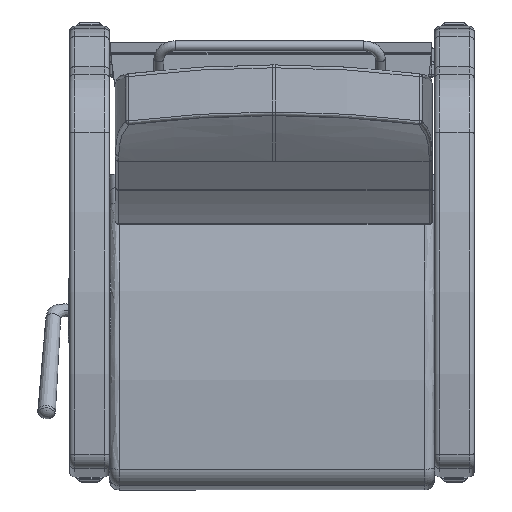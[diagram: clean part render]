
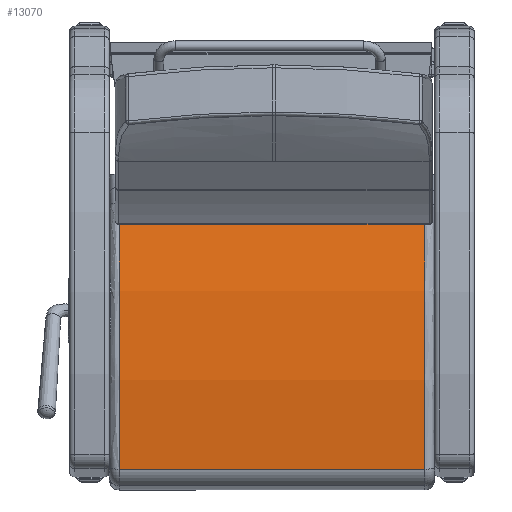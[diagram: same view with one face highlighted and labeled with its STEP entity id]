
A CAD part, front view. The second image highlights one B-rep face of the part: STEP entity #13070.
In plain terms, the highlighted free-form (B-spline) face has degree [1, 2] with [2, 3] control points.
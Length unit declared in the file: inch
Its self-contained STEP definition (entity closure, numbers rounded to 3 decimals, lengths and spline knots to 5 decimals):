
#406=(
BOUNDED_SURFACE()
B_SPLINE_SURFACE(1,2,((#33248,#33249,#33250),(#33251,#33252,#33253)),
 .UNSPECIFIED.,.F.,.F.,.F.)
B_SPLINE_SURFACE_WITH_KNOTS((2,2),(3,3),(-0.19254,0.19254),
(1.36178,1.69928),.UNSPECIFIED.)
GEOMETRIC_REPRESENTATION_ITEM()
RATIONAL_B_SPLINE_SURFACE(((1.,0.986,1.),(1.,0.986,
1.)))
REPRESENTATION_ITEM('')
SURFACE()
);
#848=ELLIPSE('',#14348,60.05357,60.);
#858=ELLIPSE('',#14376,60.05357,60.);
#1501=LINE('',#33246,#2352);
#1502=LINE('',#33255,#2353);
#2352=VECTOR('',#16648,0.3937);
#2353=VECTOR('',#16651,0.3937);
#3238=FACE_OUTER_BOUND('',#4119,.T.);
#4119=EDGE_LOOP('',(#9777,#9778,#9779,#9780));
#6131=VERTEX_POINT('',#33038);
#6132=VERTEX_POINT('',#33039);
#6157=VERTEX_POINT('',#33245);
#6158=VERTEX_POINT('',#33254);
#7467=EDGE_CURVE('',#6131,#6132,#848,.T.);
#7505=EDGE_CURVE('',#6132,#6157,#1501,.T.);
#7507=EDGE_CURVE('',#6131,#6158,#1502,.T.);
#7508=EDGE_CURVE('',#6157,#6158,#858,.T.);
#9777=ORIENTED_EDGE('',*,*,#7467,.F.);
#9778=ORIENTED_EDGE('',*,*,#7507,.T.);
#9779=ORIENTED_EDGE('',*,*,#7508,.F.);
#9780=ORIENTED_EDGE('',*,*,#7505,.F.);
#13070=ADVANCED_FACE('',(#3238),#406,.F.);
#14348=AXIS2_PLACEMENT_3D('',#33040,#16580,#16581);
#14376=AXIS2_PLACEMENT_3D('',#33256,#16652,#16653);
#16580=DIRECTION('center_axis',(0.,0.,-1.));
#16581=DIRECTION('ref_axis',(1.,0.,0.));
#16648=DIRECTION('',(0.,0.,1.));
#16651=DIRECTION('',(0.,0.,1.));
#16652=DIRECTION('center_axis',(0.,0.,1.));
#16653=DIRECTION('ref_axis',(1.,0.,0.));
#33038=CARTESIAN_POINT('',(-10.04459,1.25621,-11.5625));
#33039=CARTESIAN_POINT('',(10.1114,0.44486,-11.5625));
#33040=CARTESIAN_POINT('Origin',(-2.34979,-58.24922,-11.5625));
#33245=CARTESIAN_POINT('',(10.1114,0.44486,11.5625));
#33246=CARTESIAN_POINT('',(10.1114,0.44486,0.));
#33248=CARTESIAN_POINT('Ctrl Pts',(10.1114,0.44486,-11.5625));
#33249=CARTESIAN_POINT('Ctrl Pts',(0.10258,2.56602,-11.5625));
#33250=CARTESIAN_POINT('Ctrl Pts',(-10.04459,1.25621,-11.5625));
#33251=CARTESIAN_POINT('Ctrl Pts',(10.1114,0.44486,11.5625));
#33252=CARTESIAN_POINT('Ctrl Pts',(0.10258,2.56602,11.5625));
#33253=CARTESIAN_POINT('Ctrl Pts',(-10.04459,1.25621,11.5625));
#33254=CARTESIAN_POINT('',(-10.04459,1.25621,11.5625));
#33255=CARTESIAN_POINT('',(-10.04459,1.25621,0.));
#33256=CARTESIAN_POINT('Origin',(-2.34979,-58.24922,11.5625));
